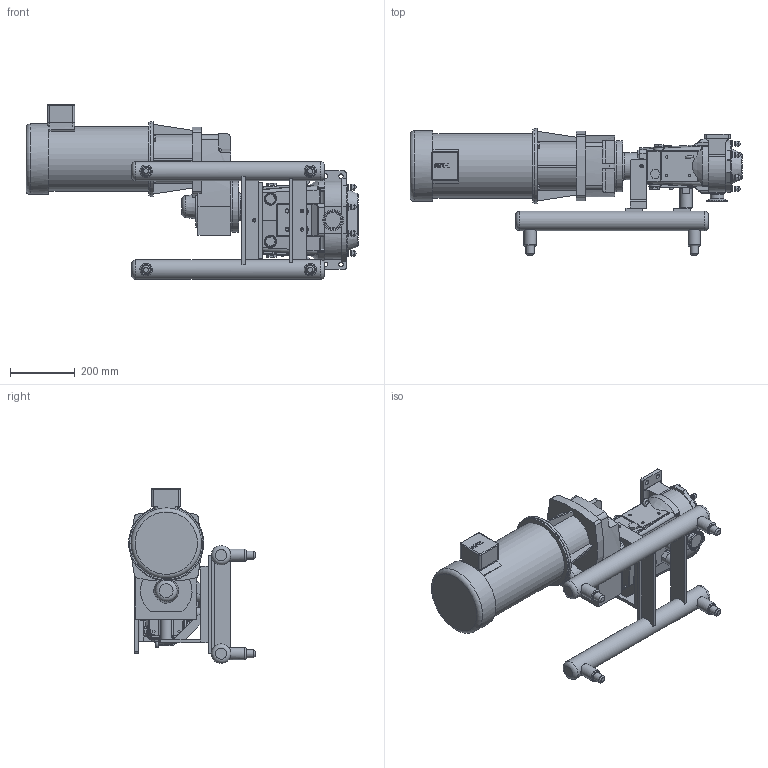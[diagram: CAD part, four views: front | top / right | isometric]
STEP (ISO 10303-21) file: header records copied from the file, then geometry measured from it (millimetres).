
FILE_DESCRIPTION(/* description */ (''),/* implementation_level */ '2;1');
FILE_NAME(/* name */ 'U2_034U2_184TC_(1.81 x 6.84)x2_S-Line_5HP_SIDE_SM.stp',/* time_stamp */ '2021-05-24T18:40:59+05:00',/* author */ ('trtmhr'),/* organization */ (''),/* preprocessor_version */ 'ST-DEVELOPER v18.1',/* originating_system */ 'Autodesk Inventor 2020',/* authorisation */ '');
FILE_SCHEMA (('AUTOMOTIVE_DESIGN { 1 0 10303 214 3 1 1 }'));
Length unit declared in the file: inch
Products named in the file (1): U2_034U2_184TC_(1.81 x 6.84)x2_S-Line_5HP_SIDE_SM
Bounding box: 1027.86 x 392.6 x 541.14 mm (x, y, z)
Volume: 36497415.7 mm3; surface area: 1549727.8 mm2
Topology: 6 solids, 6 shells, 1070 faces, 2776 edges, 1787 vertices
Faces by surface type: plane 514, cylinder 284, bspline 118, torus 85, cone 39, sphere 30
Full cylindrical faces by diameter (mm): 2.54 x2, 5.08 x1, 7.62 x8, 7.798 x1, 7.925 x1, 10.312 x3, 11.176 x2, 12.395 x5, 13.487 x4, 14.275 x8, 19.05 x8, 25.4 x4, 35.052 x2, 38.1 x6, 41.275 x1, 42.291 x1, 46.838 x1, 47.625 x1, 64.008 x1, 82.55 x1, 158.217 x1, 158.242 x1, 199.542 x1, 218.338 x1, 227.559 x1, 232.994 x1
Entity records: 36424 total; most frequent: CARTESIAN_POINT 10043, ORIENTED_EDGE 5538, DIRECTION 5414, EDGE_CURVE 2769, AXIS2_PLACEMENT_3D 1970, VERTEX_POINT 1787, LINE 1474, VECTOR 1474
